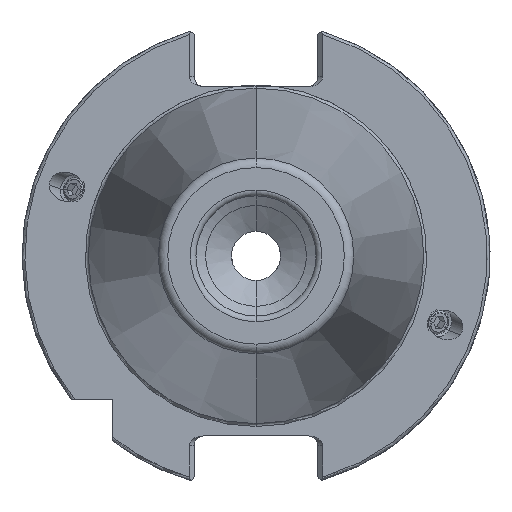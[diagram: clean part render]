
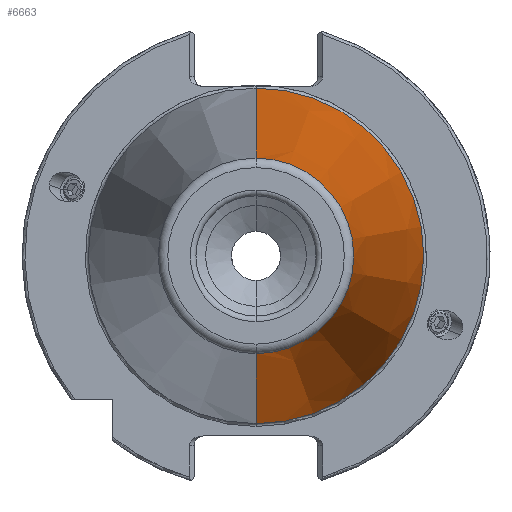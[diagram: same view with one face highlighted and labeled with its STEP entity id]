
A CAD part, left-side view. The second image highlights one B-rep face of the part: STEP entity #6663.
In plain terms, the highlighted conical face has half-angle 8.297 degrees and reference radius 34.925 mm.
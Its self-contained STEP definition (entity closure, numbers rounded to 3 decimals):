
#92 = AXIS2_PLACEMENT_3D ( 'NONE', #3232, #7452, #3686 ) ;
#128 = EDGE_CURVE ( 'NONE', #5349, #135, #4151, .T. ) ;
#135 = VERTEX_POINT ( 'NONE', #4040 ) ;
#208 = VECTOR ( 'NONE', #1025, 1000. ) ;
#280 = EDGE_CURVE ( 'NONE', #3434, #5349, #6725, .T. ) ;
#392 = DIRECTION ( 'NONE',  ( -1., 0., 0. ) ) ;
#501 = AXIS2_PLACEMENT_3D ( 'NONE', #6444, #392, #5861 ) ;
#639 = FACE_OUTER_BOUND ( 'NONE', #8041, .T. ) ;
#1025 = DIRECTION ( 'NONE',  ( 0.99, 0., 0.144 ) ) ;
#1631 = CARTESIAN_POINT ( 'NONE',  ( -99.889, 0., 20.358 ) ) ;
#2139 = ORIENTED_EDGE ( 'NONE', *, *, #7468, .T. ) ;
#2963 = CIRCLE ( 'NONE', #501, 34.925 ) ;
#3232 = CARTESIAN_POINT ( 'NONE',  ( 0., 0., 0. ) ) ;
#3255 = DIRECTION ( 'NONE',  ( 0.99, 0., -0.144 ) ) ;
#3434 = VERTEX_POINT ( 'NONE', #5269 ) ;
#3601 = ORIENTED_EDGE ( 'NONE', *, *, #3615, .T. ) ;
#3615 = EDGE_CURVE ( 'NONE', #3434, #7803, #6380, .T. ) ;
#3686 = DIRECTION ( 'NONE',  ( 0., 0., -1. ) ) ;
#4040 = CARTESIAN_POINT ( 'NONE',  ( 0., 0., 34.925 ) ) ;
#4151 = LINE ( 'NONE', #7794, #208 ) ;
#4352 = DIRECTION ( 'NONE',  ( -1., 0., 0. ) ) ;
#5001 = DIRECTION ( 'NONE',  ( 0., 0., 1. ) ) ;
#5269 = CARTESIAN_POINT ( 'NONE',  ( -99.889, 0., -20.358 ) ) ;
#5349 = VERTEX_POINT ( 'NONE', #1631 ) ;
#5783 = VECTOR ( 'NONE', #3255, 1000. ) ;
#5861 = DIRECTION ( 'NONE',  ( 0., 0., 1. ) ) ;
#6380 = LINE ( 'NONE', #7598, #5783 ) ;
#6444 = CARTESIAN_POINT ( 'NONE',  ( 0., 0., 0. ) ) ;
#6471 = AXIS2_PLACEMENT_3D ( 'NONE', #6814, #4352, #5001 ) ;
#6585 = CARTESIAN_POINT ( 'NONE',  ( 0., 0., -34.925 ) ) ;
#6663 = ADVANCED_FACE ( 'NONE', ( #639 ), #7143, .T. ) ;
#6725 = CIRCLE ( 'NONE', #6471, 20.358 ) ;
#6814 = CARTESIAN_POINT ( 'NONE',  ( -99.889, 0., 0. ) ) ;
#7143 = CONICAL_SURFACE ( 'NONE', #92, 34.925, 0.145 ) ;
#7452 = DIRECTION ( 'NONE',  ( 1., 0., 0. ) ) ;
#7468 = EDGE_CURVE ( 'NONE', #7803, #135, #2963, .T. ) ;
#7598 = CARTESIAN_POINT ( 'NONE',  ( 0., 0., -34.925 ) ) ;
#7611 = ORIENTED_EDGE ( 'NONE', *, *, #128, .F. ) ;
#7794 = CARTESIAN_POINT ( 'NONE',  ( 0., 0., 34.925 ) ) ;
#7803 = VERTEX_POINT ( 'NONE', #6585 ) ;
#8041 = EDGE_LOOP ( 'NONE', ( #7611, #8044, #3601, #2139 ) ) ;
#8044 = ORIENTED_EDGE ( 'NONE', *, *, #280, .F. ) ;
